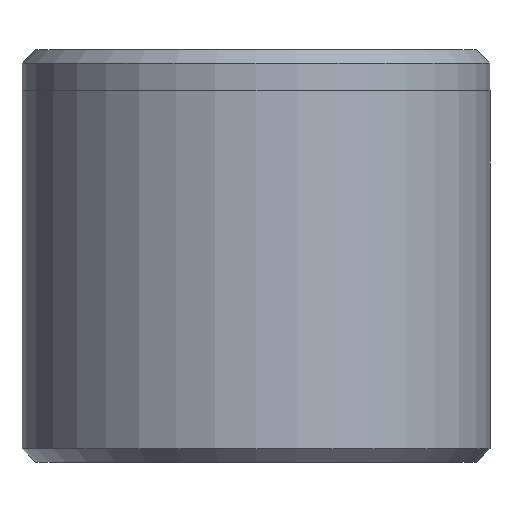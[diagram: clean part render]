
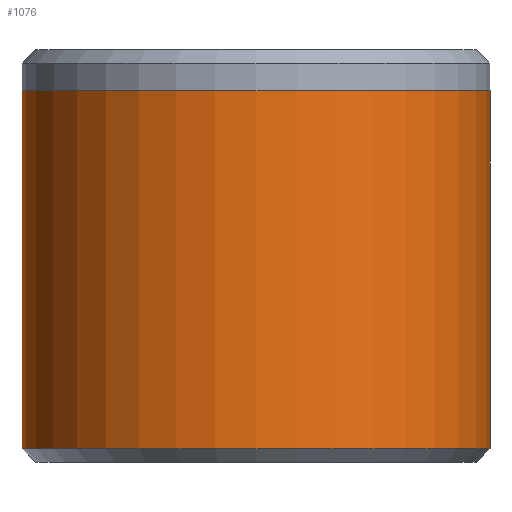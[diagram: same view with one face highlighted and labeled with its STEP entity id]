
A CAD part, front view. The second image highlights one B-rep face of the part: STEP entity #1076.
In plain terms, the highlighted cylindrical face has radius 17 mm (diameter 34 mm), a partial arc.
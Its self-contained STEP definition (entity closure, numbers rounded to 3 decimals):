
#23 = CARTESIAN_POINT ( 'NONE',  ( -17., 0., 1. ) ) ;
#52 = VERTEX_POINT ( 'NONE', #1981 ) ;
#59 = ORIENTED_EDGE ( 'NONE', *, *, #1333, .F. ) ;
#83 = CARTESIAN_POINT ( 'NONE',  ( 0., 0., 1. ) ) ;
#121 = EDGE_CURVE ( 'NONE', #668, #52, #755, .T. ) ;
#180 = DIRECTION ( 'NONE',  ( 0., 0., 1. ) ) ;
#225 = DIRECTION ( 'NONE',  ( 1., 0., 0. ) ) ;
#235 = LINE ( 'NONE', #844, #537 ) ;
#305 = VECTOR ( 'NONE', #813, 1000. ) ;
#424 = VERTEX_POINT ( 'NONE', #1245 ) ;
#491 = CARTESIAN_POINT ( 'NONE',  ( 0., 0., 30. ) ) ;
#524 = EDGE_LOOP ( 'NONE', ( #59, #1499, #1741, #649 ) ) ;
#537 = VECTOR ( 'NONE', #986, 1000. ) ;
#570 = CARTESIAN_POINT ( 'NONE',  ( 17., 0., 27. ) ) ;
#600 = DIRECTION ( 'NONE',  ( -1., 0., 0. ) ) ;
#613 = AXIS2_PLACEMENT_3D ( 'NONE', #83, #180, #225 ) ;
#649 = ORIENTED_EDGE ( 'NONE', *, *, #121, .T. ) ;
#668 = VERTEX_POINT ( 'NONE', #23 ) ;
#689 = CARTESIAN_POINT ( 'NONE',  ( 0., 0., 27. ) ) ;
#705 = DIRECTION ( 'NONE',  ( 0., 0., 1. ) ) ;
#706 = LINE ( 'NONE', #786, #305 ) ;
#709 = DIRECTION ( 'NONE',  ( 1., 0., 0. ) ) ;
#755 = CIRCLE ( 'NONE', #613, 17. ) ;
#786 = CARTESIAN_POINT ( 'NONE',  ( -17., 0., 30. ) ) ;
#813 = DIRECTION ( 'NONE',  ( 0., 0., -1. ) ) ;
#844 = CARTESIAN_POINT ( 'NONE',  ( 17., 0., 30. ) ) ;
#974 = VERTEX_POINT ( 'NONE', #570 ) ;
#986 = DIRECTION ( 'NONE',  ( 0., 0., -1. ) ) ;
#1076 = ADVANCED_FACE ( 'NONE', ( #1785 ), #1403, .T. ) ;
#1163 = EDGE_CURVE ( 'NONE', #424, #668, #706, .T. ) ;
#1245 = CARTESIAN_POINT ( 'NONE',  ( -17., 0., 27. ) ) ;
#1252 = DIRECTION ( 'NONE',  ( 0., 0., -1. ) ) ;
#1314 = EDGE_CURVE ( 'NONE', #424, #974, #1830, .T. ) ;
#1333 = EDGE_CURVE ( 'NONE', #974, #52, #235, .T. ) ;
#1403 = CYLINDRICAL_SURFACE ( 'NONE', #2032, 17. ) ;
#1499 = ORIENTED_EDGE ( 'NONE', *, *, #1314, .F. ) ;
#1647 = AXIS2_PLACEMENT_3D ( 'NONE', #689, #705, #709 ) ;
#1741 = ORIENTED_EDGE ( 'NONE', *, *, #1163, .T. ) ;
#1785 = FACE_OUTER_BOUND ( 'NONE', #524, .T. ) ;
#1830 = CIRCLE ( 'NONE', #1647, 17. ) ;
#1981 = CARTESIAN_POINT ( 'NONE',  ( 17., 0., 1. ) ) ;
#2032 = AXIS2_PLACEMENT_3D ( 'NONE', #491, #1252, #600 ) ;
